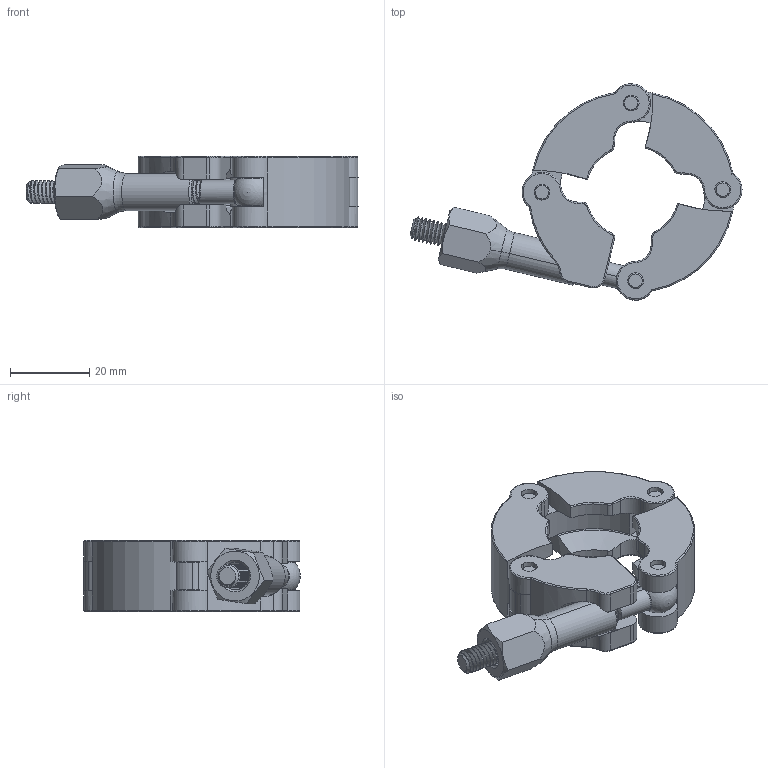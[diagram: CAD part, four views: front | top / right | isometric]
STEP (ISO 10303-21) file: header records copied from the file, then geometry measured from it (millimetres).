
FILE_DESCRIPTION (( 'STEP AP214' ), '1' );
FILE_NAME ('Hositrad_KF16CT-A.STEP', '2020-05-25T10:39:21', ( '' ), ( '' ), 'SwSTEP 2.0', 'SolidWorks 2020', '' );
FILE_SCHEMA (( 'AUTOMOTIVE_DESIGN' ));
Length unit declared in the file: millimetre
Products named in the file (6): Hositrad_KF16CT-A; KF16-Part-End; Nut-M6; BoltM6; kf16-Part; Pin
Assembly tree (10 placements, depth 2):
  Hositrad_KF16CT-A
    kf16-Part  x3
    KF16-Part-End
    Nut-M6
    Pin  x4
    BoltM6
Bounding box: 83.77 x 54.58 x 18 mm (x, y, z)
Volume: 25605.2 mm3; surface area: 15987 mm2
Topology: 10 solids, 10 shells, 396 faces, 1052 edges, 668 vertices
Faces by surface type: cylinder 209, plane 71, torus 68, cone 44, sphere 2, bspline 2
Entity records: 12760 total; most frequent: CARTESIAN_POINT 6239, ORIENTED_EDGE 1434, DIRECTION 1244, EDGE_CURVE 717, AXIS2_PLACEMENT_3D 505, VERTEX_POINT 457, EDGE_LOOP 282, ADVANCED_FACE 268
